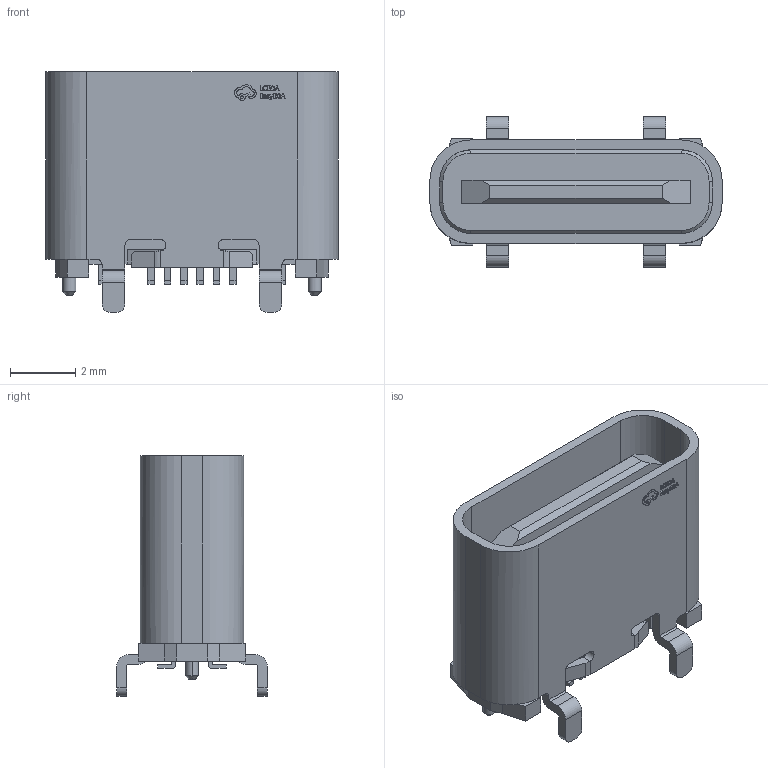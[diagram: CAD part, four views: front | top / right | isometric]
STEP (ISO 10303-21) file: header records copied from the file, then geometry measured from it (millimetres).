
FILE_DESCRIPTION (( 'STEP AP214' ), '1' );
FILE_NAME ('USB-C-TH_GT-USB-7055BB.STEP', '2023-09-18T13:06:30', ( '' ), ( '' ), 'SwSTEP 2.0', 'SolidWorks 2020', '' );
FILE_SCHEMA (( 'AUTOMOTIVE_DESIGN' ));
Length unit declared in the file: millimetre
Products named in the file (1): USB-C-TH_GT-USB-7055BB
Bounding box: 8.94 x 4.6 x 7.35 mm (x, y, z)
Volume: 100.4 mm3; surface area: 356.7 mm2
Topology: 1 solids, 1 shells, 558 faces, 1519 edges, 1002 vertices
Faces by surface type: plane 368, bspline 98, cylinder 84, cone 8
Entity records: 24167 total; most frequent: CARTESIAN_POINT 4410, ORIENTED_EDGE 3038, DIRECTION 2421, EDGE_CURVE 1519, VECTOR 1123, LINE 1123, VERTEX_POINT 1002, AXIS2_PLACEMENT_3D 649
